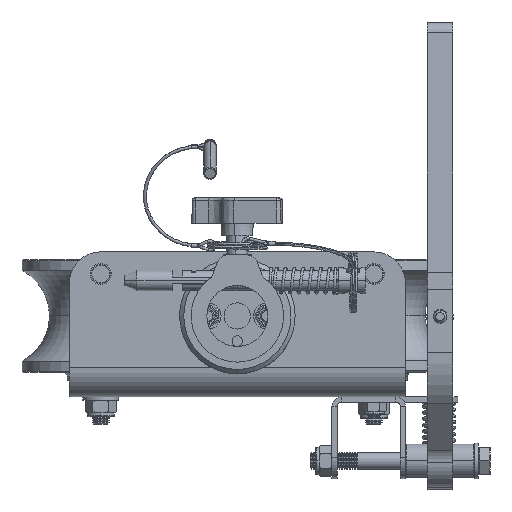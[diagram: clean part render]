
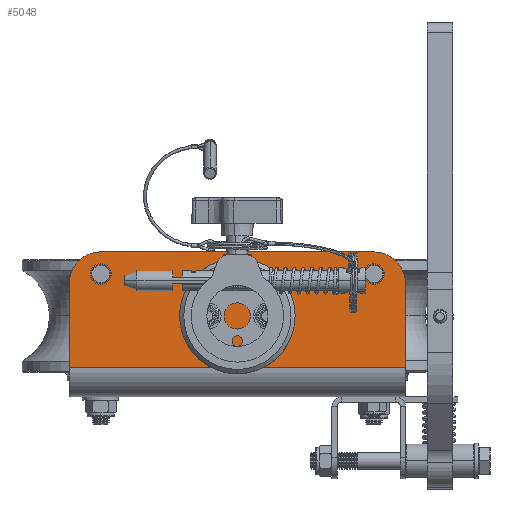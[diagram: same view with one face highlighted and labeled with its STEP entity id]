
A CAD part, front view. The second image highlights one B-rep face of the part: STEP entity #5048.
In plain terms, the highlighted planar face has unit normal (0, -1, 0).
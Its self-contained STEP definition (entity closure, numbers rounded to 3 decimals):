
#854 = LINE ( 'NONE', #36856, #46112 ) ;
#886 = DIRECTION ( 'NONE',  ( 0., 0., -1. ) ) ;
#1564 = EDGE_CURVE ( 'NONE', #3982, #36223, #33944, .T. ) ;
#1876 = DIRECTION ( 'NONE',  ( 0., 1., 0. ) ) ;
#2012 = LINE ( 'NONE', #17086, #10929 ) ;
#2390 = ORIENTED_EDGE ( 'NONE', *, *, #33849, .T. ) ;
#2636 = CARTESIAN_POINT ( 'NONE',  ( -80., 0., 14. ) ) ;
#2663 = CARTESIAN_POINT ( 'NONE',  ( -65., 0., 69. ) ) ;
#2774 = CARTESIAN_POINT ( 'NONE',  ( 80., 0., 14. ) ) ;
#3297 = CARTESIAN_POINT ( 'NONE',  ( -65., 0., 62.75 ) ) ;
#3982 = VERTEX_POINT ( 'NONE', #6411 ) ;
#4033 = FACE_BOUND ( 'NONE', #41320, .T. ) ;
#4559 = ORIENTED_EDGE ( 'NONE', *, *, #54678, .T. ) ;
#5048 = ADVANCED_FACE ( 'NONE', ( #24645, #4033, #46513, #12955, #47888 ), #44619, .T. ) ;
#5202 = DIRECTION ( 'NONE',  ( 0., 0., 1. ) ) ;
#5953 = DIRECTION ( 'NONE',  ( 0., 0., 1. ) ) ;
#6081 = CIRCLE ( 'NONE', #16232, 15. ) ;
#6123 = DIRECTION ( 'NONE',  ( 0., 0., -1. ) ) ;
#6411 = CARTESIAN_POINT ( 'NONE',  ( 80., 0., 54. ) ) ;
#6529 = CARTESIAN_POINT ( 'NONE',  ( 14., 0., 38.5 ) ) ;
#7426 = CIRCLE ( 'NONE', #40472, 3.25 ) ;
#8542 = EDGE_CURVE ( 'NONE', #41068, #46912, #55923, .T. ) ;
#8616 = AXIS2_PLACEMENT_3D ( 'NONE', #37745, #33123, #28712 ) ;
#8844 = DIRECTION ( 'NONE',  ( 0., -1., 0. ) ) ;
#10569 = VERTEX_POINT ( 'NONE', #22906 ) ;
#10872 = EDGE_LOOP ( 'NONE', ( #21940, #4559, #45151, #14829, #39618, #43212 ) ) ;
#10929 = VECTOR ( 'NONE', #25360, 1000. ) ;
#11026 = EDGE_LOOP ( 'NONE', ( #50100, #39500 ) ) ;
#11957 = EDGE_LOOP ( 'NONE', ( #45385, #32380 ) ) ;
#11963 = CARTESIAN_POINT ( 'NONE',  ( -14., 0., 35.25 ) ) ;
#12013 = CARTESIAN_POINT ( 'NONE',  ( 14., 0., 38.5 ) ) ;
#12632 = AXIS2_PLACEMENT_3D ( 'NONE', #28567, #37214, #6123 ) ;
#12813 = VERTEX_POINT ( 'NONE', #22850 ) ;
#12955 = FACE_BOUND ( 'NONE', #11957, .T. ) ;
#13952 = CARTESIAN_POINT ( 'NONE',  ( 80., 0., 14. ) ) ;
#14089 = EDGE_CURVE ( 'NONE', #36223, #23321, #2012, .T. ) ;
#14829 = ORIENTED_EDGE ( 'NONE', *, *, #8542, .F. ) ;
#14955 = VERTEX_POINT ( 'NONE', #16137 ) ;
#15015 = EDGE_LOOP ( 'NONE', ( #2390, #24937 ) ) ;
#15030 = CIRCLE ( 'NONE', #38358, 4.25 ) ;
#15063 = ORIENTED_EDGE ( 'NONE', *, *, #36442, .T. ) ;
#16020 = CIRCLE ( 'NONE', #8616, 3.25 ) ;
#16137 = CARTESIAN_POINT ( 'NONE',  ( 14., 0., 41.75 ) ) ;
#16232 = AXIS2_PLACEMENT_3D ( 'NONE', #18048, #8844, #52680 ) ;
#16339 = AXIS2_PLACEMENT_3D ( 'NONE', #26244, #47837, #35053 ) ;
#17086 = CARTESIAN_POINT ( 'NONE',  ( 80., 0., 69. ) ) ;
#17165 = DIRECTION ( 'NONE',  ( 0., 1., 0. ) ) ;
#18048 = CARTESIAN_POINT ( 'NONE',  ( -65., 0., 54. ) ) ;
#19365 = AXIS2_PLACEMENT_3D ( 'NONE', #13952, #27768, #886 ) ;
#20172 = DIRECTION ( 'NONE',  ( 0., 0., 1. ) ) ;
#20489 = DIRECTION ( 'NONE',  ( 0., 0., 1. ) ) ;
#21940 = ORIENTED_EDGE ( 'NONE', *, *, #14089, .T. ) ;
#22679 = VERTEX_POINT ( 'NONE', #45069 ) ;
#22850 = CARTESIAN_POINT ( 'NONE',  ( 14., 0., 35.25 ) ) ;
#22906 = CARTESIAN_POINT ( 'NONE',  ( -80., 0., 54. ) ) ;
#23225 = CARTESIAN_POINT ( 'NONE',  ( 80., 0., 14. ) ) ;
#23321 = VERTEX_POINT ( 'NONE', #2663 ) ;
#24148 = CARTESIAN_POINT ( 'NONE',  ( 65., 0., 58.5 ) ) ;
#24645 = FACE_BOUND ( 'NONE', #15015, .T. ) ;
#24850 = DIRECTION ( 'NONE',  ( 0., 0., 1. ) ) ;
#24937 = ORIENTED_EDGE ( 'NONE', *, *, #32499, .T. ) ;
#25271 = DIRECTION ( 'NONE',  ( 0., 1., 0. ) ) ;
#25360 = DIRECTION ( 'NONE',  ( -1., 0., 0. ) ) ;
#25814 = LINE ( 'NONE', #31299, #52455 ) ;
#26244 = CARTESIAN_POINT ( 'NONE',  ( -65., 0., 58.5 ) ) ;
#27273 = EDGE_CURVE ( 'NONE', #52881, #35252, #47929, .T. ) ;
#27768 = DIRECTION ( 'NONE',  ( 0., -1., 0. ) ) ;
#27942 = DIRECTION ( 'NONE',  ( 0., 1., 0. ) ) ;
#28234 = EDGE_CURVE ( 'NONE', #35252, #52881, #15030, .T. ) ;
#28567 = CARTESIAN_POINT ( 'NONE',  ( 65., 0., 54. ) ) ;
#28712 = DIRECTION ( 'NONE',  ( 0., 0., 1. ) ) ;
#28827 = DIRECTION ( 'NONE',  ( 0., 1., 0. ) ) ;
#28889 = EDGE_CURVE ( 'NONE', #14955, #12813, #7426, .T. ) ;
#29127 = VERTEX_POINT ( 'NONE', #3297 ) ;
#29484 = AXIS2_PLACEMENT_3D ( 'NONE', #34991, #17165, #33468 ) ;
#30473 = EDGE_CURVE ( 'NONE', #22679, #29127, #53185, .T. ) ;
#30822 = ORIENTED_EDGE ( 'NONE', *, *, #28889, .T. ) ;
#31299 = CARTESIAN_POINT ( 'NONE',  ( 80., 0., 14. ) ) ;
#32195 = CARTESIAN_POINT ( 'NONE',  ( 65., 0., 69. ) ) ;
#32380 = ORIENTED_EDGE ( 'NONE', *, *, #28234, .T. ) ;
#32499 = EDGE_CURVE ( 'NONE', #37578, #32699, #16020, .T. ) ;
#32699 = VERTEX_POINT ( 'NONE', #51918 ) ;
#33123 = DIRECTION ( 'NONE',  ( 0., 1., 0. ) ) ;
#33244 = CIRCLE ( 'NONE', #52378, 3.25 ) ;
#33468 = DIRECTION ( 'NONE',  ( 0., 0., 1. ) ) ;
#33831 = DIRECTION ( 'NONE',  ( 0., 1., 0. ) ) ;
#33849 = EDGE_CURVE ( 'NONE', #32699, #37578, #53941, .T. ) ;
#33944 = CIRCLE ( 'NONE', #12632, 15. ) ;
#34991 = CARTESIAN_POINT ( 'NONE',  ( -65., 0., 58.5 ) ) ;
#35053 = DIRECTION ( 'NONE',  ( 0., 0., 1. ) ) ;
#35150 = CARTESIAN_POINT ( 'NONE',  ( 65., 0., 54.25 ) ) ;
#35252 = VERTEX_POINT ( 'NONE', #35150 ) ;
#36223 = VERTEX_POINT ( 'NONE', #32195 ) ;
#36442 = EDGE_CURVE ( 'NONE', #12813, #14955, #33244, .T. ) ;
#36856 = CARTESIAN_POINT ( 'NONE',  ( -80., 0., 14. ) ) ;
#37214 = DIRECTION ( 'NONE',  ( 0., -1., 0. ) ) ;
#37578 = VERTEX_POINT ( 'NONE', #11963 ) ;
#37745 = CARTESIAN_POINT ( 'NONE',  ( -14., 0., 38.5 ) ) ;
#38358 = AXIS2_PLACEMENT_3D ( 'NONE', #38638, #33831, #24850 ) ;
#38482 = AXIS2_PLACEMENT_3D ( 'NONE', #49715, #27942, #45910 ) ;
#38638 = CARTESIAN_POINT ( 'NONE',  ( 65., 0., 58.5 ) ) ;
#39500 = ORIENTED_EDGE ( 'NONE', *, *, #30473, .T. ) ;
#39618 = ORIENTED_EDGE ( 'NONE', *, *, #43993, .T. ) ;
#39689 = CARTESIAN_POINT ( 'NONE',  ( 65., 0., 62.75 ) ) ;
#40472 = AXIS2_PLACEMENT_3D ( 'NONE', #6529, #28827, #20172 ) ;
#41068 = VERTEX_POINT ( 'NONE', #2774 ) ;
#41320 = EDGE_LOOP ( 'NONE', ( #30822, #15063 ) ) ;
#43212 = ORIENTED_EDGE ( 'NONE', *, *, #1564, .T. ) ;
#43993 = EDGE_CURVE ( 'NONE', #41068, #3982, #25814, .T. ) ;
#44619 = PLANE ( 'NONE',  #19365 ) ;
#45069 = CARTESIAN_POINT ( 'NONE',  ( -65., 0., 54.25 ) ) ;
#45151 = ORIENTED_EDGE ( 'NONE', *, *, #46475, .F. ) ;
#45385 = ORIENTED_EDGE ( 'NONE', *, *, #27273, .T. ) ;
#45910 = DIRECTION ( 'NONE',  ( 0., 0., 1. ) ) ;
#46112 = VECTOR ( 'NONE', #5953, 1000. ) ;
#46293 = VECTOR ( 'NONE', #48819, 1000. ) ;
#46475 = EDGE_CURVE ( 'NONE', #46912, #10569, #854, .T. ) ;
#46513 = FACE_BOUND ( 'NONE', #11026, .T. ) ;
#46912 = VERTEX_POINT ( 'NONE', #2636 ) ;
#47837 = DIRECTION ( 'NONE',  ( 0., 1., 0. ) ) ;
#47888 = FACE_OUTER_BOUND ( 'NONE', #10872, .T. ) ;
#47929 = CIRCLE ( 'NONE', #55489, 4.25 ) ;
#48819 = DIRECTION ( 'NONE',  ( -1., 0., 0. ) ) ;
#49715 = CARTESIAN_POINT ( 'NONE',  ( -14., 0., 38.5 ) ) ;
#50100 = ORIENTED_EDGE ( 'NONE', *, *, #56476, .T. ) ;
#51918 = CARTESIAN_POINT ( 'NONE',  ( -14., 0., 41.75 ) ) ;
#52378 = AXIS2_PLACEMENT_3D ( 'NONE', #12013, #25271, #20489 ) ;
#52455 = VECTOR ( 'NONE', #5202, 1000. ) ;
#52680 = DIRECTION ( 'NONE',  ( 0., 0., -1. ) ) ;
#52881 = VERTEX_POINT ( 'NONE', #39689 ) ;
#53185 = CIRCLE ( 'NONE', #29484, 4.25 ) ;
#53215 = CIRCLE ( 'NONE', #16339, 4.25 ) ;
#53941 = CIRCLE ( 'NONE', #38482, 3.25 ) ;
#54541 = DIRECTION ( 'NONE',  ( 0., 0., 1. ) ) ;
#54678 = EDGE_CURVE ( 'NONE', #23321, #10569, #6081, .T. ) ;
#55489 = AXIS2_PLACEMENT_3D ( 'NONE', #24148, #1876, #54541 ) ;
#55923 = LINE ( 'NONE', #23225, #46293 ) ;
#56476 = EDGE_CURVE ( 'NONE', #29127, #22679, #53215, .T. ) ;
